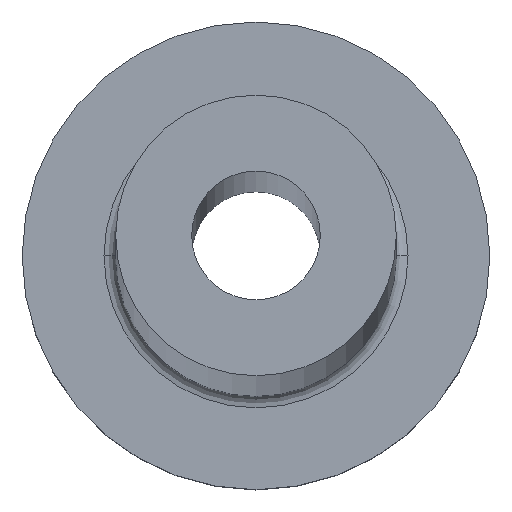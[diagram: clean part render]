
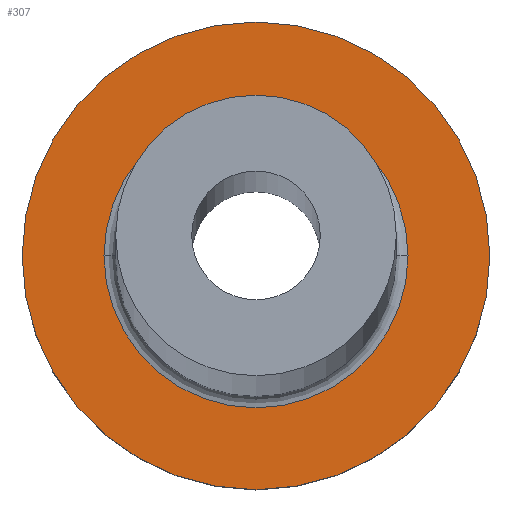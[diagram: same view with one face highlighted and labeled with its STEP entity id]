
A CAD part, top view. The second image highlights one B-rep face of the part: STEP entity #307.
In plain terms, the highlighted planar face has unit normal (0, 0, 1).
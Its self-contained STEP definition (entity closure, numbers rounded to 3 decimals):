
#9 = AXIS2_PLACEMENT_3D ( 'NONE', #83, #251, #197 ) ;
#25 = AXIS2_PLACEMENT_3D ( 'NONE', #55, #135, #368 ) ;
#47 = CARTESIAN_POINT ( 'NONE',  ( 0., 0., 7. ) ) ;
#50 = EDGE_CURVE ( 'NONE', #105, #97, #290, .T. ) ;
#55 = CARTESIAN_POINT ( 'NONE',  ( 0., 0., 7. ) ) ;
#64 = EDGE_CURVE ( 'NONE', #214, #192, #266, .T. ) ;
#73 = CARTESIAN_POINT ( 'NONE',  ( 0., 0., 7. ) ) ;
#83 = CARTESIAN_POINT ( 'NONE',  ( 0., 0., 7. ) ) ;
#97 = VERTEX_POINT ( 'NONE', #226 ) ;
#100 = CARTESIAN_POINT ( 'NONE',  ( -6.5, 0., 7. ) ) ;
#105 = VERTEX_POINT ( 'NONE', #318 ) ;
#117 = EDGE_CURVE ( 'NONE', #192, #214, #311, .T. ) ;
#135 = DIRECTION ( 'NONE',  ( 0., 0., -1. ) ) ;
#165 = FACE_BOUND ( 'NONE', #216, .T. ) ;
#190 = DIRECTION ( 'NONE',  ( 0., 0., 1. ) ) ;
#192 = VERTEX_POINT ( 'NONE', #100 ) ;
#194 = AXIS2_PLACEMENT_3D ( 'NONE', #47, #195, #316 ) ;
#195 = DIRECTION ( 'NONE',  ( 0., 0., -1. ) ) ;
#197 = DIRECTION ( 'NONE',  ( 1., 0., 0. ) ) ;
#210 = AXIS2_PLACEMENT_3D ( 'NONE', #338, #190, #308 ) ;
#214 = VERTEX_POINT ( 'NONE', #356 ) ;
#216 = EDGE_LOOP ( 'NONE', ( #345, #276 ) ) ;
#218 = DIRECTION ( 'NONE',  ( 0., 0., 1. ) ) ;
#226 = CARTESIAN_POINT ( 'NONE',  ( 10., 0., 7. ) ) ;
#238 = AXIS2_PLACEMENT_3D ( 'NONE', #73, #218, #305 ) ;
#247 = FACE_OUTER_BOUND ( 'NONE', #256, .T. ) ;
#251 = DIRECTION ( 'NONE',  ( 0., 0., 1. ) ) ;
#252 = EDGE_CURVE ( 'NONE', #97, #105, #357, .T. ) ;
#256 = EDGE_LOOP ( 'NONE', ( #360, #310 ) ) ;
#266 = CIRCLE ( 'NONE', #194, 6.5 ) ;
#276 = ORIENTED_EDGE ( 'NONE', *, *, #117, .T. ) ;
#290 = CIRCLE ( 'NONE', #9, 10. ) ;
#305 = DIRECTION ( 'NONE',  ( 1., 0., 0. ) ) ;
#307 = ADVANCED_FACE ( 'NONE', ( #165, #247 ), #364, .T. ) ;
#308 = DIRECTION ( 'NONE',  ( 1., 0., 0. ) ) ;
#310 = ORIENTED_EDGE ( 'NONE', *, *, #252, .T. ) ;
#311 = CIRCLE ( 'NONE', #25, 6.5 ) ;
#316 = DIRECTION ( 'NONE',  ( 1., 0., 0. ) ) ;
#318 = CARTESIAN_POINT ( 'NONE',  ( -10., 0., 7. ) ) ;
#338 = CARTESIAN_POINT ( 'NONE',  ( 0., 0., 7. ) ) ;
#345 = ORIENTED_EDGE ( 'NONE', *, *, #64, .T. ) ;
#356 = CARTESIAN_POINT ( 'NONE',  ( 6.5, 0., 7. ) ) ;
#357 = CIRCLE ( 'NONE', #238, 10. ) ;
#360 = ORIENTED_EDGE ( 'NONE', *, *, #50, .T. ) ;
#364 = PLANE ( 'NONE',  #210 ) ;
#368 = DIRECTION ( 'NONE',  ( 1., 0., 0. ) ) ;
